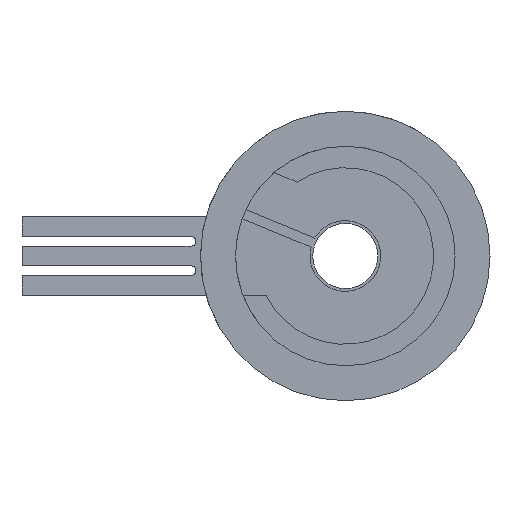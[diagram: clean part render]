
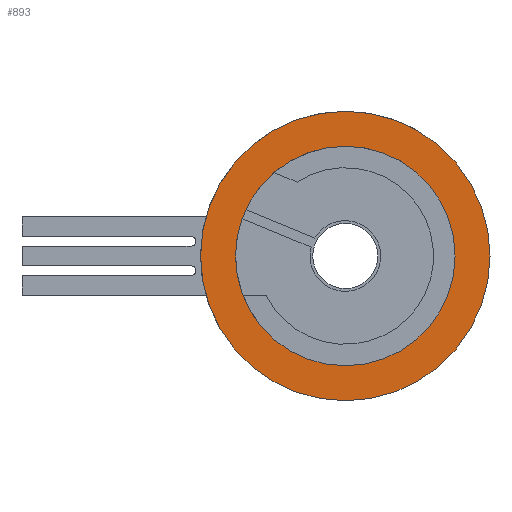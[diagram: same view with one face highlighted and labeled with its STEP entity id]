
A CAD part, front view. The second image highlights one B-rep face of the part: STEP entity #893.
In plain terms, the highlighted planar face has unit normal (0, -1, 0).
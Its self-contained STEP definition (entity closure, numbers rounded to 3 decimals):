
#189 = CYLINDRICAL_SURFACE('',#190,11.189);
#190 = AXIS2_PLACEMENT_3D('',#191,#192,#193);
#191 = CARTESIAN_POINT('',(180.,315.509,22.));
#192 = DIRECTION('',(0.,1.,0.));
#193 = DIRECTION('',(0.,-0.,1.));
#490 = VERTEX_POINT('',#491);
#491 = CARTESIAN_POINT('',(180.,315.509,33.189));
#512 = EDGE_CURVE('',#490,#490,#513,.T.);
#513 = SURFACE_CURVE('',#514,(#519,#548),.PCURVE_S1.);
#514 = CIRCLE('',#515,11.189);
#515 = AXIS2_PLACEMENT_3D('',#516,#517,#518);
#516 = CARTESIAN_POINT('',(180.,315.509,22.));
#517 = DIRECTION('',(0.,-1.,0.));
#518 = DIRECTION('',(0.,0.,1.));
#519 = PCURVE('',#189,#520);
#520 = DEFINITIONAL_REPRESENTATION('',(#521),#547);
#521 = B_SPLINE_CURVE_WITH_KNOTS('',3,(#522,#523,#524,#525,#526,#527,
    #528,#529,#530,#531,#532,#533,#534,#535,#536,#537,#538,#539,#540,
    #541,#542,#543,#544,#545,#546),.UNSPECIFIED.,.F.,.F.,(4,1,1,1,1,1,1,
    1,1,1,1,1,1,1,1,1,1,1,1,1,1,1,4),(0.,0.286,0.571,
    0.857,1.142,1.428,1.714,
    1.999,2.285,2.57,2.856,
    3.142,3.427,3.713,3.998,
    4.284,4.57,4.855,5.141,
    5.426,5.712,5.998,6.283),
  .QUASI_UNIFORM_KNOTS.);
#522 = CARTESIAN_POINT('',(6.283,0.));
#523 = CARTESIAN_POINT('',(6.188,0.));
#524 = CARTESIAN_POINT('',(5.998,0.));
#525 = CARTESIAN_POINT('',(5.712,0.));
#526 = CARTESIAN_POINT('',(5.426,0.));
#527 = CARTESIAN_POINT('',(5.141,0.));
#528 = CARTESIAN_POINT('',(4.855,0.));
#529 = CARTESIAN_POINT('',(4.57,0.));
#530 = CARTESIAN_POINT('',(4.284,0.));
#531 = CARTESIAN_POINT('',(3.998,0.));
#532 = CARTESIAN_POINT('',(3.713,0.));
#533 = CARTESIAN_POINT('',(3.427,0.));
#534 = CARTESIAN_POINT('',(3.142,0.));
#535 = CARTESIAN_POINT('',(2.856,0.));
#536 = CARTESIAN_POINT('',(2.57,0.));
#537 = CARTESIAN_POINT('',(2.285,0.));
#538 = CARTESIAN_POINT('',(1.999,0.));
#539 = CARTESIAN_POINT('',(1.714,0.));
#540 = CARTESIAN_POINT('',(1.428,0.));
#541 = CARTESIAN_POINT('',(1.142,0.));
#542 = CARTESIAN_POINT('',(0.857,0.));
#543 = CARTESIAN_POINT('',(0.571,0.));
#544 = CARTESIAN_POINT('',(0.286,0.));
#545 = CARTESIAN_POINT('',(0.095,0.));
#546 = CARTESIAN_POINT('',(0.,0.));
#547 = ( GEOMETRIC_REPRESENTATION_CONTEXT(2) 
PARAMETRIC_REPRESENTATION_CONTEXT() REPRESENTATION_CONTEXT('2D SPACE',''
  ) );
#548 = PCURVE('',#549,#554);
#549 = PLANE('',#550);
#550 = AXIS2_PLACEMENT_3D('',#551,#552,#553);
#551 = CARTESIAN_POINT('',(180.,315.509,22.));
#552 = DIRECTION('',(0.,-1.,0.));
#553 = DIRECTION('',(0.,0.,1.));
#554 = DEFINITIONAL_REPRESENTATION('',(#555),#559);
#555 = CIRCLE('',#556,11.189);
#556 = AXIS2_PLACEMENT_2D('',#557,#558);
#557 = CARTESIAN_POINT('',(0.,0.));
#558 = DIRECTION('',(1.,0.));
#559 = ( GEOMETRIC_REPRESENTATION_CONTEXT(2) 
PARAMETRIC_REPRESENTATION_CONTEXT() REPRESENTATION_CONTEXT('2D SPACE',''
  ) );
#686 = CYLINDRICAL_SURFACE('',#687,14.75);
#687 = AXIS2_PLACEMENT_3D('',#688,#689,#690);
#688 = CARTESIAN_POINT('',(180.,354.491,22.));
#689 = DIRECTION('',(0.,-1.,0.));
#690 = DIRECTION('',(0.,0.,1.));
#893 = ADVANCED_FACE('',(#894,#920),#549,.T.);
#894 = FACE_BOUND('',#895,.T.);
#895 = EDGE_LOOP('',(#896));
#896 = ORIENTED_EDGE('',*,*,#897,.T.);
#897 = EDGE_CURVE('',#898,#898,#900,.T.);
#898 = VERTEX_POINT('',#899);
#899 = CARTESIAN_POINT('',(180.,315.509,36.75));
#900 = SURFACE_CURVE('',#901,(#906,#913),.PCURVE_S1.);
#901 = CIRCLE('',#902,14.75);
#902 = AXIS2_PLACEMENT_3D('',#903,#904,#905);
#903 = CARTESIAN_POINT('',(180.,315.509,22.));
#904 = DIRECTION('',(0.,-1.,0.));
#905 = DIRECTION('',(0.,0.,1.));
#906 = PCURVE('',#549,#907);
#907 = DEFINITIONAL_REPRESENTATION('',(#908),#912);
#908 = CIRCLE('',#909,14.75);
#909 = AXIS2_PLACEMENT_2D('',#910,#911);
#910 = CARTESIAN_POINT('',(0.,0.));
#911 = DIRECTION('',(1.,0.));
#912 = ( GEOMETRIC_REPRESENTATION_CONTEXT(2) 
PARAMETRIC_REPRESENTATION_CONTEXT() REPRESENTATION_CONTEXT('2D SPACE',''
  ) );
#913 = PCURVE('',#686,#914);
#914 = DEFINITIONAL_REPRESENTATION('',(#915),#919);
#915 = LINE('',#916,#917);
#916 = CARTESIAN_POINT('',(0.,38.981));
#917 = VECTOR('',#918,1.);
#918 = DIRECTION('',(1.,0.));
#919 = ( GEOMETRIC_REPRESENTATION_CONTEXT(2) 
PARAMETRIC_REPRESENTATION_CONTEXT() REPRESENTATION_CONTEXT('2D SPACE',''
  ) );
#920 = FACE_BOUND('',#921,.T.);
#921 = EDGE_LOOP('',(#922));
#922 = ORIENTED_EDGE('',*,*,#512,.F.);
